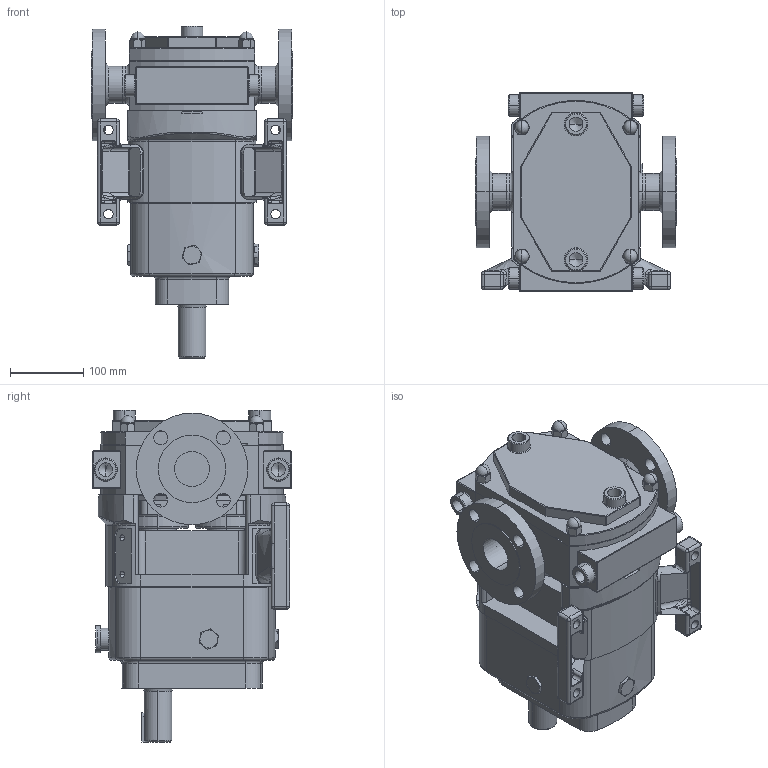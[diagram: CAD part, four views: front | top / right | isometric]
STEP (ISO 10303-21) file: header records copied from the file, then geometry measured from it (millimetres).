
FILE_DESCRIPTION (( 'STEP AP214' ), '1' );
FILE_NAME ('GA3980.STEP', '2024-11-07T16:31:03', ( '' ), ( '' ), 'SwSTEP 2.0', 'SolidWorks 2023', '' );
FILE_SCHEMA (( 'AUTOMOTIVE_DESIGN' ));
Length unit declared in the file: millimetre
Products named in the file (5): Copy of Z94-5301-33 - 2 INCH ASA 150^GA3980; Copy of MP30S Half Inch Jacket^GA3980; GA3980; Copy of MP30 Half Inch BSP Jacket^GA3980; Copy of CP30-0069-12 H T^GA3980
Assembly tree (6 placements, depth 2):
  GA3980
    Copy of CP30-0069-12 H T^GA3980
    Copy of Z94-5301-33 - 2 INCH ASA 150^GA3980  x2
    Copy of MP30S Half Inch Jacket^GA3980  x2
    Copy of MP30 Half Inch BSP Jacket^GA3980
Bounding box: 275 x 272 x 453.58 mm (x, y, z)
Volume: 12742246.2 mm3; surface area: 737466.6 mm2
Topology: 6 solids, 6 shells, 870 faces, 2159 edges, 1284 vertices
Faces by surface type: cylinder 318, plane 295, torus 80, bspline 76, cone 53, sphere 48
Entity records: 31399 total; most frequent: CARTESIAN_POINT 12547, DIRECTION 3947, ORIENTED_EDGE 3942, EDGE_CURVE 1971, AXIS2_PLACEMENT_3D 1553, VERTEX_POINT 1204, EDGE_LOOP 877, VECTOR 841
